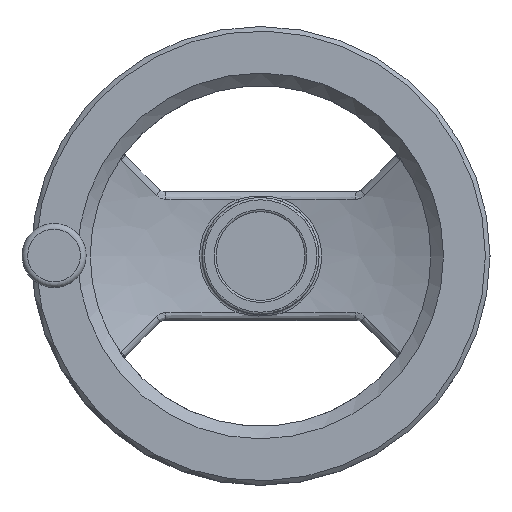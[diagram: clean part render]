
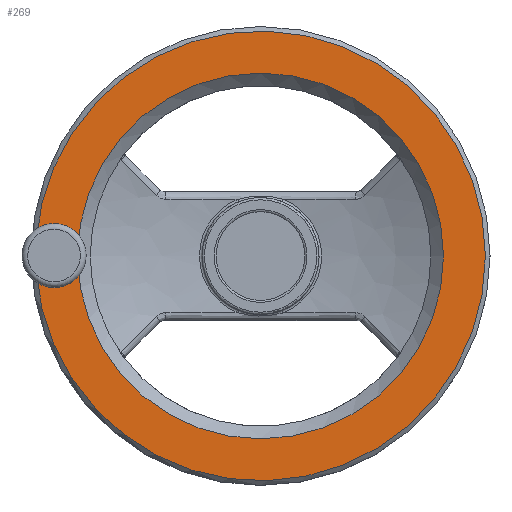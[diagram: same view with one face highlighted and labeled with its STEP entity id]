
A CAD part, top view. The second image highlights one B-rep face of the part: STEP entity #269.
In plain terms, the highlighted planar face has unit normal (0, 0, 1).
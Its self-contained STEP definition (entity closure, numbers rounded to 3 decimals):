
#269 = ADVANCED_FACE( '', ( #708, #709 ), #710, .F. );
#708 = FACE_OUTER_BOUND( '', #1686, .T. );
#709 = FACE_BOUND( '', #1687, .T. );
#710 = PLANE( '', #1688 );
#1686 = EDGE_LOOP( '', ( #6110, #6111 ) );
#1687 = EDGE_LOOP( '', ( #6112 ) );
#1688 = AXIS2_PLACEMENT_3D( '', #6113, #6114, #6115 );
#6110 = ORIENTED_EDGE( '', *, *, #7485, .F. );
#6111 = ORIENTED_EDGE( '', *, *, #7486, .T. );
#6112 = ORIENTED_EDGE( '', *, *, #7487, .F. );
#6113 = CARTESIAN_POINT( '', ( 0., 100., 46. ) );
#6114 = DIRECTION( '', ( 0., 0., -1. ) );
#6115 = DIRECTION( '', ( -1., 0., 0. ) );
#7485 = EDGE_CURVE( '', #8114, #8115, #8116, .F. );
#7486 = EDGE_CURVE( '', #8114, #8115, #8117, .F. );
#7487 = EDGE_CURVE( '', #8118, #8118, #8119, .T. );
#8114 = VERTEX_POINT( '', #9345 );
#8115 = VERTEX_POINT( '', #9346 );
#8116 = CIRCLE( '', #9347, 10. );
#8117 = CIRCLE( '', #9348, 98. );
#8118 = VERTEX_POINT( '', #9349 );
#8119 = CIRCLE( '', #9350, 79.72 );
#9345 = CARTESIAN_POINT( '', ( -97.8, -6.258, 46. ) );
#9346 = CARTESIAN_POINT( '', ( -97.8, 6.258, 46. ) );
#9347 = AXIS2_PLACEMENT_3D( '', #12122, #12123, #12124 );
#9348 = AXIS2_PLACEMENT_3D( '', #12125, #12126, #12127 );
#9349 = CARTESIAN_POINT( '', ( 79.72, 0., 46. ) );
#9350 = AXIS2_PLACEMENT_3D( '', #12128, #12129, #12130 );
#12122 = CARTESIAN_POINT( '', ( -90., 0., 46. ) );
#12123 = DIRECTION( '', ( 0., 0., -1. ) );
#12124 = DIRECTION( '', ( -1., 0., 0. ) );
#12125 = CARTESIAN_POINT( '', ( 0., 0., 46. ) );
#12126 = DIRECTION( '', ( 0., 0., -1. ) );
#12127 = DIRECTION( '', ( -1., 0., 0. ) );
#12128 = CARTESIAN_POINT( '', ( 0., 0., 46. ) );
#12129 = DIRECTION( '', ( 0., 0., 1. ) );
#12130 = DIRECTION( '', ( 1., 0., 0. ) );
